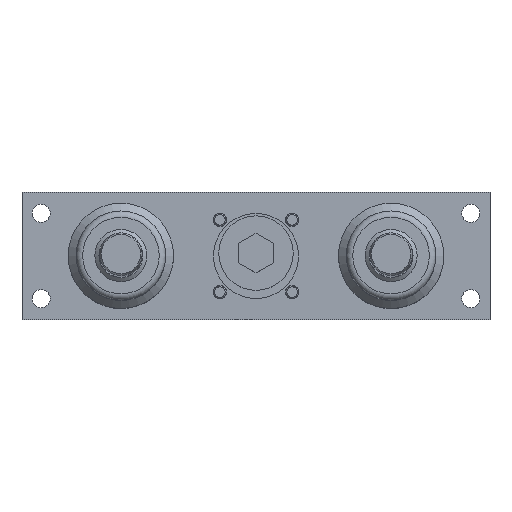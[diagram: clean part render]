
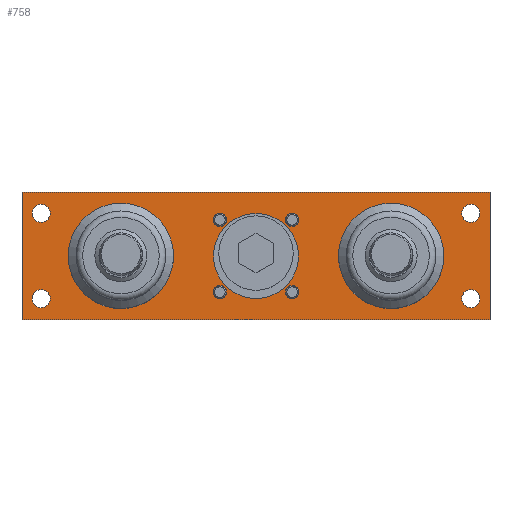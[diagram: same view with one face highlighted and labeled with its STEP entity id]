
A CAD part, top view. The second image highlights one B-rep face of the part: STEP entity #758.
In plain terms, the highlighted planar face has unit normal (0, 0, 1).
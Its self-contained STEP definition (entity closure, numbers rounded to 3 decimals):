
#758 = ADVANCED_FACE( '', ( #1674, #1675, #1676, #1677, #1678, #1679, #1680, #1681, #1682, #1683, #1684, #1685 ), #1686, .F. );
#1674 = FACE_BOUND( '', #2647, .T. );
#1675 = FACE_OUTER_BOUND( '', #2648, .T. );
#1676 = FACE_BOUND( '', #2649, .T. );
#1677 = FACE_BOUND( '', #2650, .T. );
#1678 = FACE_BOUND( '', #2651, .T. );
#1679 = FACE_BOUND( '', #2652, .T. );
#1680 = FACE_BOUND( '', #2653, .T. );
#1681 = FACE_BOUND( '', #2654, .T. );
#1682 = FACE_BOUND( '', #2655, .T. );
#1683 = FACE_BOUND( '', #2656, .T. );
#1684 = FACE_BOUND( '', #2657, .T. );
#1685 = FACE_BOUND( '', #2658, .T. );
#1686 = PLANE( '', #2659 );
#2647 = EDGE_LOOP( '', ( #4428 ) );
#2648 = EDGE_LOOP( '', ( #4429, #4430, #4431, #4432 ) );
#2649 = EDGE_LOOP( '', ( #4433 ) );
#2650 = EDGE_LOOP( '', ( #4434 ) );
#2651 = EDGE_LOOP( '', ( #4435 ) );
#2652 = EDGE_LOOP( '', ( #4436 ) );
#2653 = EDGE_LOOP( '', ( #4437 ) );
#2654 = EDGE_LOOP( '', ( #4438 ) );
#2655 = EDGE_LOOP( '', ( #4439 ) );
#2656 = EDGE_LOOP( '', ( #4440 ) );
#2657 = EDGE_LOOP( '', ( #4441 ) );
#2658 = EDGE_LOOP( '', ( #4442 ) );
#2659 = AXIS2_PLACEMENT_3D( '', #4443, #4444, #4445 );
#4428 = ORIENTED_EDGE( '', *, *, #5222, .T. );
#4429 = ORIENTED_EDGE( '', *, *, #5019, .F. );
#4430 = ORIENTED_EDGE( '', *, *, #4738, .F. );
#4431 = ORIENTED_EDGE( '', *, *, #5189, .F. );
#4432 = ORIENTED_EDGE( '', *, *, #5249, .F. );
#4433 = ORIENTED_EDGE( '', *, *, #5151, .T. );
#4434 = ORIENTED_EDGE( '', *, *, #5246, .F. );
#4435 = ORIENTED_EDGE( '', *, *, #5250, .F. );
#4436 = ORIENTED_EDGE( '', *, *, #4827, .T. );
#4437 = ORIENTED_EDGE( '', *, *, #5220, .T. );
#4438 = ORIENTED_EDGE( '', *, *, #5251, .T. );
#4439 = ORIENTED_EDGE( '', *, *, #5098, .T. );
#4440 = ORIENTED_EDGE( '', *, *, #5114, .T. );
#4441 = ORIENTED_EDGE( '', *, *, #5166, .T. );
#4442 = ORIENTED_EDGE( '', *, *, #4873, .F. );
#4443 = CARTESIAN_POINT( '', ( -110., 30., 13.8 ) );
#4444 = DIRECTION( '', ( 0., 0., -1. ) );
#4445 = DIRECTION( '', ( 0., 1., 0. ) );
#4738 = EDGE_CURVE( '', #5501, #5503, #5504, .T. );
#4827 = EDGE_CURVE( '', #5651, #5651, #5652, .T. );
#4873 = EDGE_CURVE( '', #5722, #5722, #5723, .T. );
#5019 = EDGE_CURVE( '', #5503, #5948, #5949, .T. );
#5098 = EDGE_CURVE( '', #6058, #6058, #6059, .T. );
#5114 = EDGE_CURVE( '', #6080, #6080, #6081, .T. );
#5151 = EDGE_CURVE( '', #6120, #6120, #6121, .T. );
#5166 = EDGE_CURVE( '', #6141, #6141, #6142, .T. );
#5189 = EDGE_CURVE( '', #6169, #5501, #6171, .T. );
#5220 = EDGE_CURVE( '', #6205, #6205, #6206, .T. );
#5222 = EDGE_CURVE( '', #6208, #6208, #6209, .T. );
#5246 = EDGE_CURVE( '', #6233, #6233, #6234, .T. );
#5249 = EDGE_CURVE( '', #5948, #6169, #6237, .T. );
#5250 = EDGE_CURVE( '', #6238, #6238, #6239, .T. );
#5251 = EDGE_CURVE( '', #6240, #6240, #6241, .T. );
#5501 = VERTEX_POINT( '', #6643 );
#5503 = VERTEX_POINT( '', #6646 );
#5504 = LINE( '', #6647, #6648 );
#5651 = VERTEX_POINT( '', #6865 );
#5652 = CIRCLE( '', #6866, 4.25 );
#5722 = VERTEX_POINT( '', #6988 );
#5723 = CIRCLE( '', #6989, 24.75 );
#5948 = VERTEX_POINT( '', #7293 );
#5949 = LINE( '', #7294, #7295 );
#6058 = VERTEX_POINT( '', #7505 );
#6059 = CIRCLE( '', #7506, 3.1 );
#6080 = VERTEX_POINT( '', #7628 );
#6081 = CIRCLE( '', #7629, 3.1 );
#6120 = VERTEX_POINT( '', #7681 );
#6121 = CIRCLE( '', #7682, 4.25 );
#6141 = VERTEX_POINT( '', #7702 );
#6142 = CIRCLE( '', #7703, 19.98 );
#6169 = VERTEX_POINT( '', #7833 );
#6171 = LINE( '', #7836, #7837 );
#6205 = VERTEX_POINT( '', #7877 );
#6206 = CIRCLE( '', #7878, 3.1 );
#6208 = VERTEX_POINT( '', #7880 );
#6209 = CIRCLE( '', #7881, 24.75 );
#6233 = VERTEX_POINT( '', #7908 );
#6234 = CIRCLE( '', #7909, 4.25 );
#6237 = LINE( '', #7912, #7913 );
#6238 = VERTEX_POINT( '', #7914 );
#6239 = CIRCLE( '', #7915, 4.25 );
#6240 = VERTEX_POINT( '', #7916 );
#6241 = CIRCLE( '', #7917, 3.1 );
#6643 = CARTESIAN_POINT( '', ( 110., -30., 13.8 ) );
#6646 = CARTESIAN_POINT( '', ( -110., -30., 13.8 ) );
#6647 = CARTESIAN_POINT( '', ( 110., -30., 13.8 ) );
#6648 = VECTOR( '', #8110, 1000. );
#6865 = CARTESIAN_POINT( '', ( -105.25, -20., 13.8 ) );
#6866 = AXIS2_PLACEMENT_3D( '', #8223, #8224, #8225 );
#6988 = CARTESIAN_POINT( '', ( -38.75, 0., 13.8 ) );
#6989 = AXIS2_PLACEMENT_3D( '', #8275, #8276, #8277 );
#7293 = CARTESIAN_POINT( '', ( -110., 30., 13.8 ) );
#7294 = CARTESIAN_POINT( '', ( -110., -30., 13.8 ) );
#7295 = VECTOR( '', #8447, 1000. );
#7505 = CARTESIAN_POINT( '', ( -20.071, -16.971, 13.8 ) );
#7506 = AXIS2_PLACEMENT_3D( '', #8519, #8520, #8521 );
#7628 = CARTESIAN_POINT( '', ( 16.971, -20.071, 13.8 ) );
#7629 = AXIS2_PLACEMENT_3D( '', #8530, #8531, #8532 );
#7681 = CARTESIAN_POINT( '', ( 105.25, 20., 13.8 ) );
#7682 = AXIS2_PLACEMENT_3D( '', #8549, #8550, #8551 );
#7702 = CARTESIAN_POINT( '', ( -19.98, 0., 13.8 ) );
#7703 = AXIS2_PLACEMENT_3D( '', #8567, #8568, #8569 );
#7833 = CARTESIAN_POINT( '', ( 110., 30., 13.8 ) );
#7836 = CARTESIAN_POINT( '', ( 110., 30., 13.8 ) );
#7837 = VECTOR( '', #8581, 1000. );
#7877 = CARTESIAN_POINT( '', ( 20.071, 16.971, 13.8 ) );
#7878 = AXIS2_PLACEMENT_3D( '', #8597, #8598, #8599 );
#7880 = CARTESIAN_POINT( '', ( 38.75, 0., 13.8 ) );
#7881 = AXIS2_PLACEMENT_3D( '', #8600, #8601, #8602 );
#7908 = CARTESIAN_POINT( '', ( -105.25, 20., 13.8 ) );
#7909 = AXIS2_PLACEMENT_3D( '', #8609, #8610, #8611 );
#7912 = CARTESIAN_POINT( '', ( -110., 30., 13.8 ) );
#7913 = VECTOR( '', #8612, 1000. );
#7914 = CARTESIAN_POINT( '', ( 105.25, -20., 13.8 ) );
#7915 = AXIS2_PLACEMENT_3D( '', #8613, #8614, #8615 );
#7916 = CARTESIAN_POINT( '', ( -16.971, 20.071, 13.8 ) );
#7917 = AXIS2_PLACEMENT_3D( '', #8616, #8617, #8618 );
#8110 = DIRECTION( '', ( -1., 0., 0. ) );
#8223 = CARTESIAN_POINT( '', ( -101., -20., 13.8 ) );
#8224 = DIRECTION( '', ( 0., 0., -1. ) );
#8225 = DIRECTION( '', ( -1., 0., 0. ) );
#8275 = CARTESIAN_POINT( '', ( -63.5, 0., 13.8 ) );
#8276 = DIRECTION( '', ( 0., 0., 1. ) );
#8277 = DIRECTION( '', ( 1., 0., 0. ) );
#8447 = DIRECTION( '', ( 0., 1., 0. ) );
#8519 = CARTESIAN_POINT( '', ( -16.971, -16.971, 13.8 ) );
#8520 = DIRECTION( '', ( 0., 0., -1. ) );
#8521 = DIRECTION( '', ( -1., 0., 0. ) );
#8530 = CARTESIAN_POINT( '', ( 16.971, -16.971, 13.8 ) );
#8531 = DIRECTION( '', ( 0., 0., -1. ) );
#8532 = DIRECTION( '', ( 0., -1., 0. ) );
#8549 = CARTESIAN_POINT( '', ( 101., 20., 13.8 ) );
#8550 = DIRECTION( '', ( 0., 0., -1. ) );
#8551 = DIRECTION( '', ( 1., 0., 0. ) );
#8567 = CARTESIAN_POINT( '', ( 0., 0., 13.8 ) );
#8568 = DIRECTION( '', ( 0., 0., -1. ) );
#8569 = DIRECTION( '', ( -1., 0., 0. ) );
#8581 = DIRECTION( '', ( 0., -1., 0. ) );
#8597 = CARTESIAN_POINT( '', ( 16.971, 16.971, 13.8 ) );
#8598 = DIRECTION( '', ( 0., 0., -1. ) );
#8599 = DIRECTION( '', ( 1., 0., 0. ) );
#8600 = CARTESIAN_POINT( '', ( 63.5, 0., 13.8 ) );
#8601 = DIRECTION( '', ( 0., 0., -1. ) );
#8602 = DIRECTION( '', ( -1., 0., 0. ) );
#8609 = CARTESIAN_POINT( '', ( -101., 20., 13.8 ) );
#8610 = DIRECTION( '', ( 0., 0., 1. ) );
#8611 = DIRECTION( '', ( -1., 0., 0. ) );
#8612 = DIRECTION( '', ( 1., 0., 0. ) );
#8613 = CARTESIAN_POINT( '', ( 101., -20., 13.8 ) );
#8614 = DIRECTION( '', ( 0., 0., 1. ) );
#8615 = DIRECTION( '', ( 1., 0., 0. ) );
#8616 = CARTESIAN_POINT( '', ( -16.971, 16.971, 13.8 ) );
#8617 = DIRECTION( '', ( 0., 0., -1. ) );
#8618 = DIRECTION( '', ( 0., 1., 0. ) );
